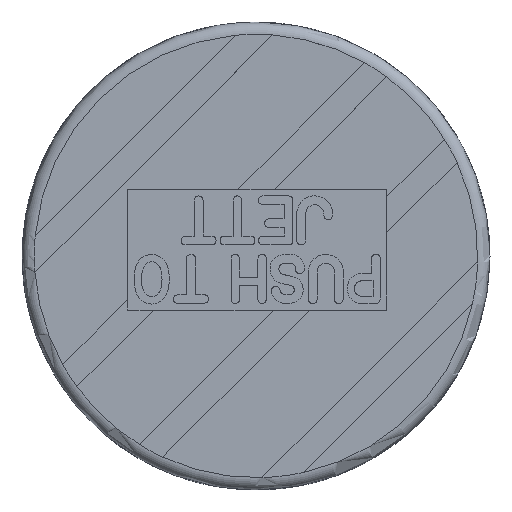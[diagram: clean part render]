
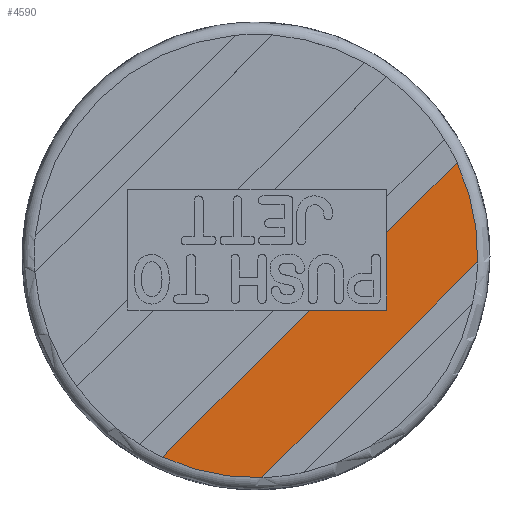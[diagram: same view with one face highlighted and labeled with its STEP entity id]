
A CAD part, top view. The second image highlights one B-rep face of the part: STEP entity #4590.
In plain terms, the highlighted planar face has unit normal (0, 0, 1).
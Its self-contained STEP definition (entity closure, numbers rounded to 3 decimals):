
#628=PLANE('',#4837);
#806=FACE_OUTER_BOUND('',#1078,.T.);
#1078=EDGE_LOOP('',(#3579,#3580,#3581,#3582,#3583,#3584,#3585));
#1368=LINE('',#12882,#1602);
#1372=LINE('',#12894,#1606);
#1375=LINE('',#12900,#1609);
#1378=LINE('',#12906,#1612);
#1380=LINE('',#12909,#1614);
#1602=VECTOR('',#5288,18.858);
#1606=VECTOR('',#5300,6.132);
#1609=VECTOR('',#5305,4.78);
#1612=VECTOR('',#5310,4.78);
#1614=VECTOR('',#5314,12.848);
#1722=CIRCLE('',#4828,13.703);
#1724=CIRCLE('',#4832,13.703);
#2026=VERTEX_POINT('',#12872);
#2027=VERTEX_POINT('',#12874);
#2029=VERTEX_POINT('',#12880);
#2031=VERTEX_POINT('',#12886);
#2033=VERTEX_POINT('',#12892);
#2035=VERTEX_POINT('',#12898);
#2037=VERTEX_POINT('',#12904);
#2609=EDGE_CURVE('',#2026,#2027,#1722,.T.);
#2613=EDGE_CURVE('',#2029,#2026,#1368,.T.);
#2616=EDGE_CURVE('',#2031,#2029,#1724,.T.);
#2619=EDGE_CURVE('',#2033,#2031,#1372,.T.);
#2622=EDGE_CURVE('',#2035,#2033,#1375,.T.);
#2625=EDGE_CURVE('',#2037,#2035,#1378,.T.);
#2627=EDGE_CURVE('',#2027,#2037,#1380,.T.);
#3579=ORIENTED_EDGE('',*,*,#2627,.F.);
#3580=ORIENTED_EDGE('',*,*,#2609,.F.);
#3581=ORIENTED_EDGE('',*,*,#2613,.F.);
#3582=ORIENTED_EDGE('',*,*,#2616,.F.);
#3583=ORIENTED_EDGE('',*,*,#2619,.F.);
#3584=ORIENTED_EDGE('',*,*,#2622,.F.);
#3585=ORIENTED_EDGE('',*,*,#2625,.F.);
#4590=ADVANCED_FACE('',(#806),#628,.T.);
#4828=AXIS2_PLACEMENT_3D('',#12875,#5281,#5282);
#4832=AXIS2_PLACEMENT_3D('',#12888,#5294,#5295);
#4837=AXIS2_PLACEMENT_3D('',#12910,#5315,#5316);
#5281=DIRECTION('center_axis',(0.,0.,-1.));
#5282=DIRECTION('ref_axis',(-0.421,-0.907,0.));
#5288=DIRECTION('',(-0.707,-0.707,0.));
#5294=DIRECTION('center_axis',(0.,0.,-1.));
#5295=DIRECTION('ref_axis',(1.,-0.027,0.));
#5300=DIRECTION('',(0.707,0.707,0.));
#5305=DIRECTION('',(0.,1.,0.));
#5310=DIRECTION('',(1.,0.,0.));
#5314=DIRECTION('',(0.707,0.707,0.));
#5315=DIRECTION('center_axis',(0.,0.,1.));
#5316=DIRECTION('ref_axis',(1.,0.,0.));
#12872=CARTESIAN_POINT('',(0.364,-13.698,2.975));
#12874=CARTESIAN_POINT('',(-5.773,-12.428,2.975));
#12875=CARTESIAN_POINT('Origin',(0.,0.,2.975));
#12880=CARTESIAN_POINT('',(13.698,-0.364,2.975));
#12882=CARTESIAN_POINT('',(0.364,-13.698,2.975));
#12886=CARTESIAN_POINT('',(12.428,5.773,2.975));
#12888=CARTESIAN_POINT('Origin',(0.,0.,2.975));
#12892=CARTESIAN_POINT('',(8.092,1.437,2.975));
#12894=CARTESIAN_POINT('',(8.092,1.437,2.975));
#12898=CARTESIAN_POINT('',(8.092,-3.343,2.975));
#12900=CARTESIAN_POINT('',(8.092,1.437,2.975));
#12904=CARTESIAN_POINT('',(3.312,-3.343,2.975));
#12906=CARTESIAN_POINT('',(8.092,-3.343,2.975));
#12909=CARTESIAN_POINT('',(-5.773,-12.428,2.975));
#12910=CARTESIAN_POINT('Origin',(0.,0.,2.975));
